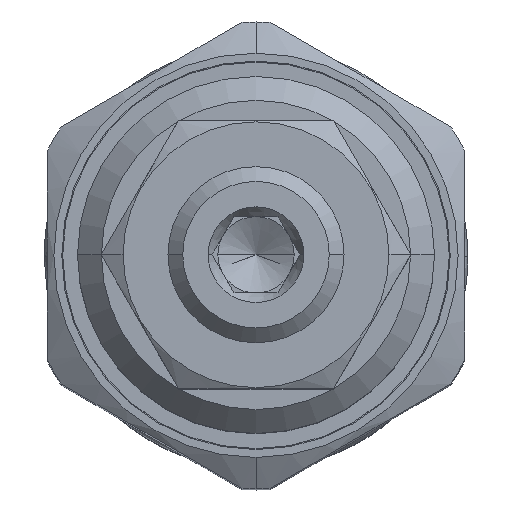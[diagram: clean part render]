
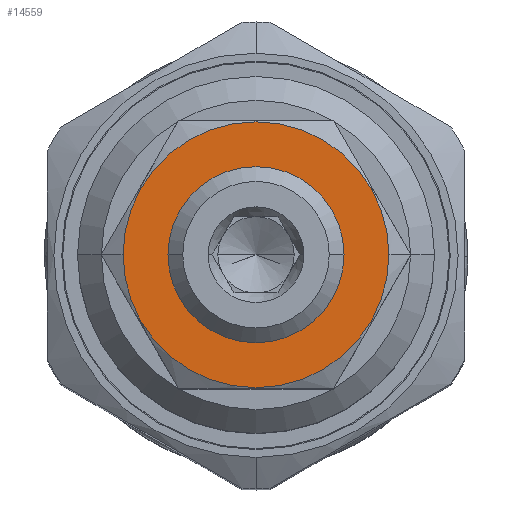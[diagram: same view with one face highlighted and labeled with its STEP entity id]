
A CAD part, top view. The second image highlights one B-rep face of the part: STEP entity #14559.
In plain terms, the highlighted planar face has unit normal (0, 0, 1).
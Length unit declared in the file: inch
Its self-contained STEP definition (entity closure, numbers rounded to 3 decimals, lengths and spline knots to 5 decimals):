
#5006=CARTESIAN_POINT('',(0.,0.,4.422));
#5007=DIRECTION('',(0.,0.,-1.));
#5008=DIRECTION('',(-1.,0.,0.));
#5009=AXIS2_PLACEMENT_3D('',#5006,#5007,#5008);
#5011=CARTESIAN_POINT('',(0.,0.,4.422));
#5012=DIRECTION('',(0.,0.,-1.));
#5013=DIRECTION('',(1.,0.,0.));
#5014=AXIS2_PLACEMENT_3D('',#5011,#5012,#5013);
#5016=CARTESIAN_POINT('',(0.,0.,4.422));
#5017=DIRECTION('',(0.,0.,1.));
#5018=DIRECTION('',(-1.,0.,0.));
#5019=AXIS2_PLACEMENT_3D('',#5016,#5017,#5018);
#5021=CARTESIAN_POINT('',(0.,0.,4.422));
#5022=DIRECTION('',(0.,0.,1.));
#5023=DIRECTION('',(1.,0.,0.));
#5024=AXIS2_PLACEMENT_3D('',#5021,#5022,#5023);
#6091=CARTESIAN_POINT('',(-0.2785,0.,4.422));
#6092=CARTESIAN_POINT('',(0.2785,0.,4.422));
#6093=VERTEX_POINT('',#6091);
#6094=VERTEX_POINT('',#6092);
#6133=CARTESIAN_POINT('',(-0.1845,0.,4.422));
#6134=CARTESIAN_POINT('',(0.1845,0.,4.422));
#6135=VERTEX_POINT('',#6133);
#6136=VERTEX_POINT('',#6134);
#14544=CARTESIAN_POINT('',(0.,0.,4.422));
#14545=DIRECTION('',(0.,0.,-1.));
#14546=DIRECTION('',(1.,0.,0.));
#14547=AXIS2_PLACEMENT_3D('',#14544,#14545,#14546);
#14548=PLANE('',#14547);
#14549=ORIENTED_EDGE('',*,*,#14529,.T.);
#14550=ORIENTED_EDGE('',*,*,#14506,.T.);
#14551=EDGE_LOOP('',(#14549,#14550));
#14552=FACE_OUTER_BOUND('',#14551,.F.);
#14554=ORIENTED_EDGE('',*,*,#14553,.T.);
#14556=ORIENTED_EDGE('',*,*,#14555,.T.);
#14557=EDGE_LOOP('',(#14554,#14556));
#14558=FACE_BOUND('',#14557,.F.);
#5010=CIRCLE('',#5009,0.2785);
#5015=CIRCLE('',#5014,0.2785);
#5020=CIRCLE('',#5019,0.1845);
#5025=CIRCLE('',#5024,0.1845);
#14506=EDGE_CURVE('',#6094,#6093,#5015,.T.);
#14529=EDGE_CURVE('',#6093,#6094,#5010,.T.);
#14553=EDGE_CURVE('',#6135,#6136,#5020,.T.);
#14555=EDGE_CURVE('',#6136,#6135,#5025,.T.);
#14559=ADVANCED_FACE('',(#14552,#14558),#14548,.F.);
